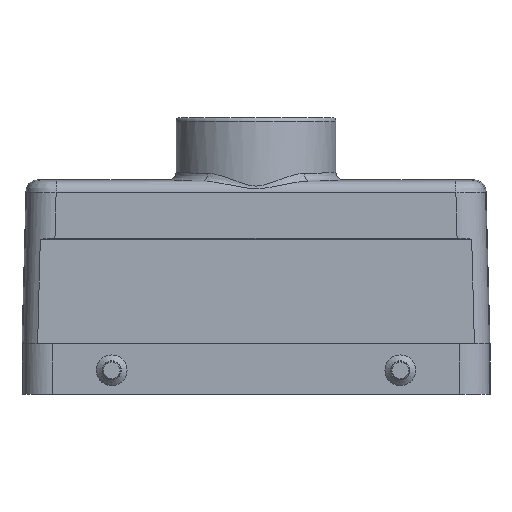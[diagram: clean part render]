
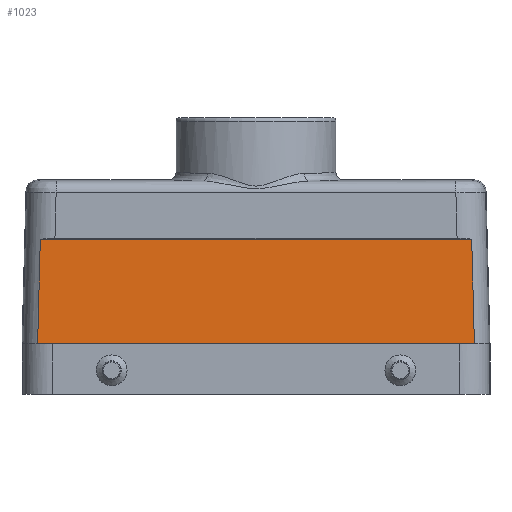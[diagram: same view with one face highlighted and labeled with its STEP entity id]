
A CAD part, front view. The second image highlights one B-rep face of the part: STEP entity #1023.
In plain terms, the highlighted planar face has unit normal (0, -1, 0.018).
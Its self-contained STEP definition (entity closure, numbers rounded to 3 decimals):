
#766=PLANE('',#5369);
#1023=ADVANCED_FACE('',(#1340),#766,.T.);
#1340=FACE_OUTER_BOUND('',#1595,.T.);
#1595=EDGE_LOOP('',(#2352,#2353,#2354,#2355,#2356,#2357));
#2352=ORIENTED_EDGE('',*,*,#3991,.F.);
#2353=ORIENTED_EDGE('',*,*,#3992,.T.);
#2354=ORIENTED_EDGE('',*,*,#3993,.F.);
#2355=ORIENTED_EDGE('',*,*,#3994,.F.);
#2356=ORIENTED_EDGE('',*,*,#3995,.T.);
#2357=ORIENTED_EDGE('',*,*,#3996,.F.);
#3536=VERTEX_POINT('',#7529);
#3537=VERTEX_POINT('',#7530);
#3538=VERTEX_POINT('',#7532);
#3539=VERTEX_POINT('',#7534);
#3540=VERTEX_POINT('',#7536);
#3541=VERTEX_POINT('',#7538);
#3991=EDGE_CURVE('',#3536,#3537,#4529,.T.);
#3992=EDGE_CURVE('',#3536,#3538,#4530,.T.);
#3993=EDGE_CURVE('',#3539,#3538,#4531,.T.);
#3994=EDGE_CURVE('',#3540,#3539,#4532,.T.);
#3995=EDGE_CURVE('',#3540,#3541,#4533,.T.);
#3996=EDGE_CURVE('',#3537,#3541,#4534,.T.);
#4529=LINE('',#7528,#4916);
#4530=LINE('',#7531,#4917);
#4531=LINE('',#7533,#4918);
#4532=LINE('',#7535,#4919);
#4533=LINE('',#7537,#4920);
#4534=LINE('',#7539,#4921);
#4916=VECTOR('',#6060,1.);
#4917=VECTOR('',#6061,1.);
#4918=VECTOR('',#6062,1.);
#4919=VECTOR('',#6063,1.);
#4920=VECTOR('',#6064,1.);
#4921=VECTOR('',#6065,1.);
#5369=AXIS2_PLACEMENT_3D('',#7540,#6066,#6067);
#6060=DIRECTION('',(0.026,0.018,1.));
#6061=DIRECTION('',(1.,0.,0.));
#6062=DIRECTION('',(0.026,-0.018,-1.));
#6063=DIRECTION('',(0.026,-0.018,-1.));
#6064=DIRECTION('',(-1.,0.,0.));
#6065=DIRECTION('',(0.026,0.018,1.));
#6066=DIRECTION('',(0.,-1.,0.018));
#6067=DIRECTION('',(0.,-0.018,-1.));
#7528=CARTESIAN_POINT('',(-54.835,-19.697,48.803));
#7529=CARTESIAN_POINT('',(-55.993,-20.497,4.027));
#7530=CARTESIAN_POINT('',(-55.316,-20.029,30.206));
#7531=CARTESIAN_POINT('',(70.,-20.497,4.027));
#7532=CARTESIAN_POINT('',(55.993,-20.497,4.027));
#7533=CARTESIAN_POINT('',(56.001,-20.502,3.738));
#7534=CARTESIAN_POINT('',(55.316,-20.029,30.206));
#7535=CARTESIAN_POINT('',(56.001,-20.502,3.738));
#7536=CARTESIAN_POINT('',(55.304,-20.021,30.674));
#7537=CARTESIAN_POINT('',(70.,-20.021,30.674));
#7538=CARTESIAN_POINT('',(-55.304,-20.021,30.674));
#7539=CARTESIAN_POINT('',(-54.835,-19.697,48.803));
#7540=CARTESIAN_POINT('',(70.,-20.497,4.027));
